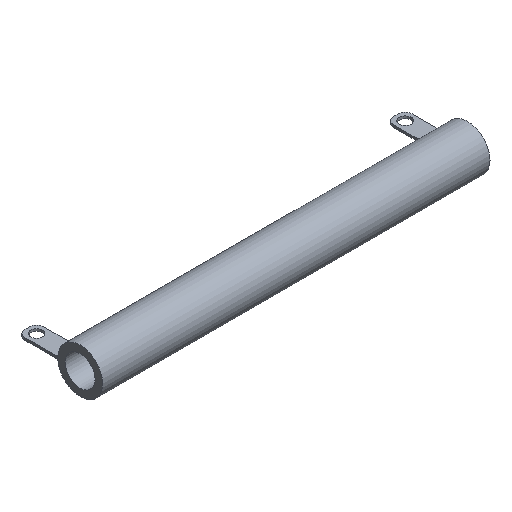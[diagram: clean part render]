
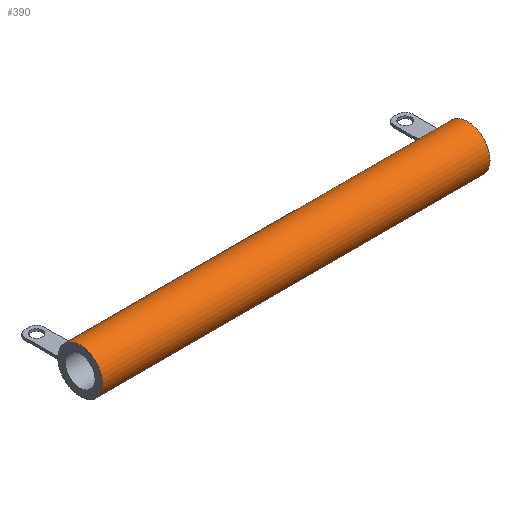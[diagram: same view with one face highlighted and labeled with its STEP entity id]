
A CAD part, isometric view. The second image highlights one B-rep face of the part: STEP entity #390.
In plain terms, the highlighted cylindrical face has radius 9.55 mm (diameter 19.1 mm), a full revolution.
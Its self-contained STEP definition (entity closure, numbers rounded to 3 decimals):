
#18=FACE_BOUND('',#80,.T.);
#52=FACE_OUTER_BOUND('',#79,.T.);
#79=EDGE_LOOP('',(#317,#318,#319));
#80=EDGE_LOOP('',(#320,#321,#322));
#123=LINE('',#640,#157);
#124=LINE('',#643,#158);
#157=VECTOR('',#521,8.);
#158=VECTOR('',#524,8.);
#179=CIRCLE('',#429,9.55);
#180=CIRCLE('',#430,9.55);
#194=VERTEX_POINT('',#592);
#207=VERTEX_POINT('',#627);
#211=VERTEX_POINT('',#639);
#212=VERTEX_POINT('',#641);
#253=EDGE_CURVE('',#194,#194,#179,.T.);
#254=EDGE_CURVE('',#211,#194,#123,.T.);
#255=EDGE_CURVE('',#212,#212,#180,.T.);
#256=EDGE_CURVE('',#212,#207,#124,.T.);
#317=ORIENTED_EDGE('',*,*,#253,.F.);
#318=ORIENTED_EDGE('',*,*,#254,.F.);
#319=ORIENTED_EDGE('',*,*,#254,.T.);
#320=ORIENTED_EDGE('',*,*,#255,.T.);
#321=ORIENTED_EDGE('',*,*,#256,.T.);
#322=ORIENTED_EDGE('',*,*,#256,.F.);
#376=CYLINDRICAL_SURFACE('',#428,9.55);
#390=ADVANCED_FACE('',(#52,#18),#376,.T.);
#428=AXIS2_PLACEMENT_3D('',#637,#517,#518);
#429=AXIS2_PLACEMENT_3D('',#638,#519,#520);
#430=AXIS2_PLACEMENT_3D('',#642,#522,#523);
#517=DIRECTION('center_axis',(-1.,0.,0.));
#518=DIRECTION('ref_axis',(0.,0.,1.));
#519=DIRECTION('center_axis',(-1.,0.,0.));
#520=DIRECTION('ref_axis',(0.,0.,1.));
#521=DIRECTION('',(-1.,0.,0.));
#522=DIRECTION('center_axis',(-1.,0.,0.));
#523=DIRECTION('ref_axis',(0.,0.,1.));
#524=DIRECTION('',(-1.,0.,0.));
#592=CARTESIAN_POINT('',(0.,9.55,0.));
#627=CARTESIAN_POINT('',(157.,9.55,0.));
#637=CARTESIAN_POINT('Origin',(165.,0.,0.));
#638=CARTESIAN_POINT('Origin',(0.,0.,0.));
#639=CARTESIAN_POINT('',(8.,9.55,0.));
#640=CARTESIAN_POINT('',(165.,9.55,0.));
#641=CARTESIAN_POINT('',(165.,9.55,0.));
#642=CARTESIAN_POINT('Origin',(165.,0.,0.));
#643=CARTESIAN_POINT('',(165.,9.55,0.));
